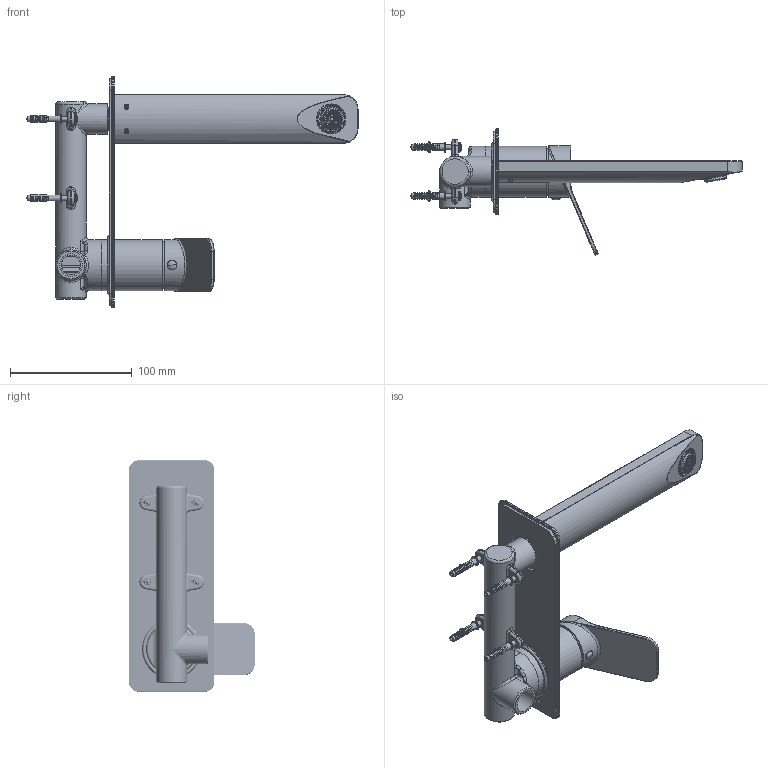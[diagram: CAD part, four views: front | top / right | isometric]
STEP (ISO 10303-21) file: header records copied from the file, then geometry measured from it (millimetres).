
FILE_DESCRIPTION(/* description */ (''),/* implementation_level */ '2;1');
FILE_NAME(/* name */ 'A033 81 00 00.stp',/* time_stamp */ '2021-01-12T12:40:35+08:00',/* author */ (''),/* organization */ (''),/* preprocessor_version */ 'ST-DEVELOPER v16.7',/* originating_system */ 'SIEMENS PLM Software NX 12.0',/* authorisation */ '');
FILE_SCHEMA (('AUTOMOTIVE_DESIGN { 1 0 10303 214 3 1 1 1 }'));
Products named in the file (1): GT7FB4CE32t0i0
Bounding box: 272.53 x 103.34 x 190 mm (x, y, z)
Volume: 214636.3 mm3; surface area: 202254.9 mm2
Topology: 42 solids, 49 shells, 3765 faces, 9837 edges, 6147 vertices
Faces by surface type: plane 1499, cylinder 1249, bspline 378, torus 359, cone 154, sphere 126
Full cylindrical faces by diameter (mm): 3.1 x2, 3.7 x4, 4 x8, 4.2 x1, 5 x1, 5.2 x1, 5.3 x4, 5.5 x2, 7 x3, 7.7 x4, 7.8 x4, 8.5 x1, 11.9 x1, 12 x4, 14 x1, 15 x3, 16 x2, 18 x1, 18.8 x3, 19 x1, 23 x1, 24.5 x1, 25 x3, 34 x1, 35 x1, 35.8 x1, 37 x3, 38.5 x1, 42 x1, 43 x2
Entity records: 156910 total; most frequent: CARTESIAN_POINT 66873, ORIENTED_EDGE 19088, DIRECTION 18130, EDGE_CURVE 9544, AXIS2_PLACEMENT_3D 6810, VERTEX_POINT 6065, LINE 4510, VECTOR 4510
